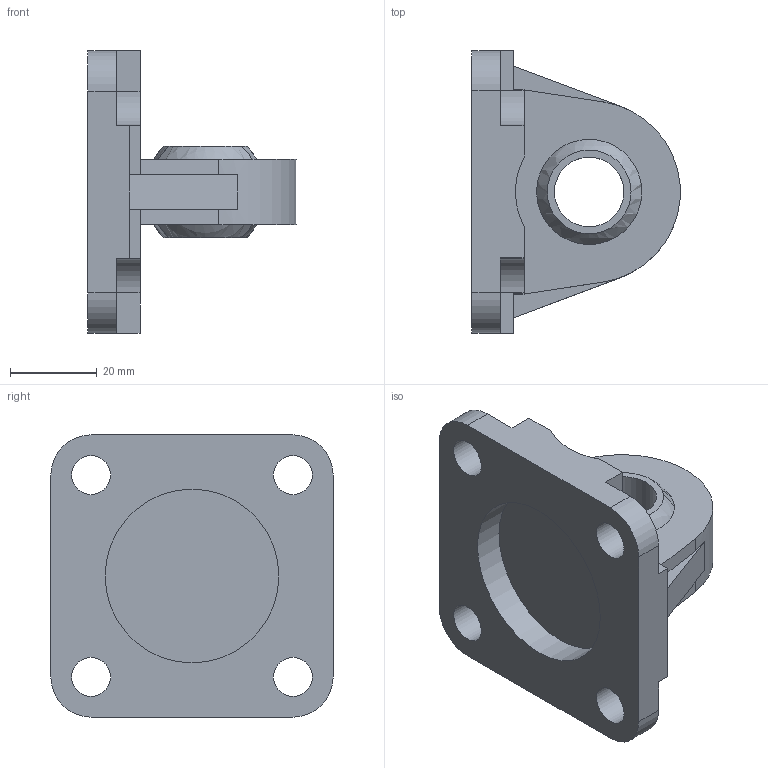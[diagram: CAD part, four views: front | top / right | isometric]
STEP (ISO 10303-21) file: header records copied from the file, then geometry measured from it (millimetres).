
FILE_DESCRIPTION(( 'NG050.stp' ), '1');
FILE_NAME( 'NG050.stp', '2019-03-18T09:33:57',( 'Sopra'),('sopra-pneumatic.com'), 'SwSTEP 2.0','SolidWorks 2009','' );
FILE_SCHEMA( ( 'CONFIG_CONTROL_DESIGN' ) );
Length unit declared in the file: millimetre
Products named in the file (3): Male Hinge With Spherical Bearing (MP6) CMT50A (00s); _Male hinge with spherical bearing MP6_1_CMT50A(00s); _Male hinge with spherical bearing MP6_2_CMT50A(00s)
Assembly tree (2 placements, depth 2):
  Male Hinge With Spherical Bearing (MP6) CMT50A (00s)
    _Male hinge with spherical bearing MP6_1_CMT50A(00s)
    _Male hinge with spherical bearing MP6_2_CMT50A(00s)
Bounding box: 47.93 x 65 x 65 mm (x, y, z)
Volume: 49187.7 mm3; surface area: 19716.8 mm2
Topology: 2 solids, 2 shells, 63 faces, 172 edges, 114 vertices
Faces by surface type: plane 43, cylinder 18, sphere 2
Full cylindrical faces by diameter (mm): 9 x4, 16 x1, 40 x1
Entity records: 2076 total; most frequent: CARTESIAN_POINT 342, DIRECTION 338, ORIENTED_EDGE 324, EDGE_CURVE 162, LINE 118, VECTOR 118, VERTEX_POINT 114, AXIS2_PLACEMENT_3D 110
